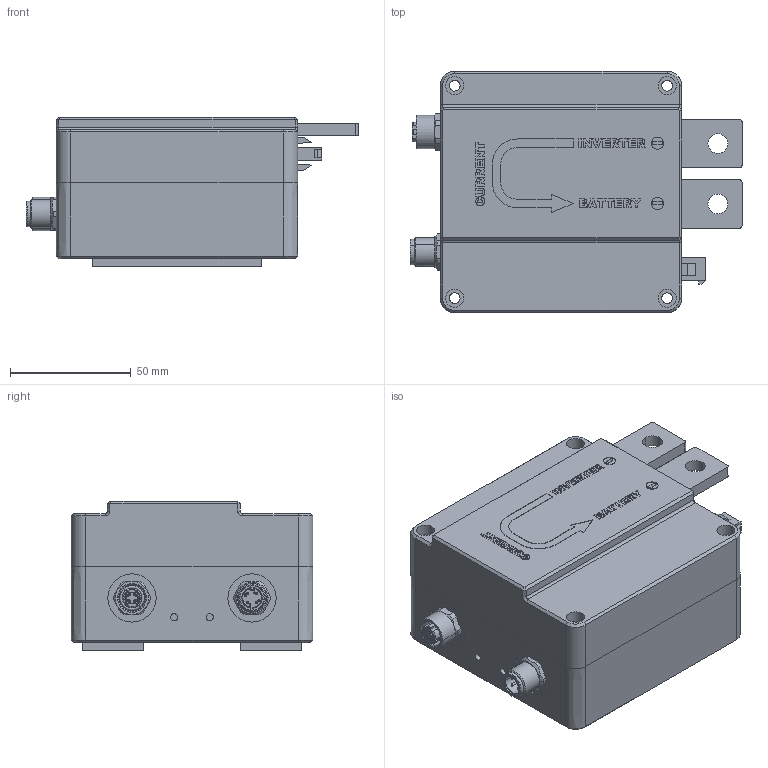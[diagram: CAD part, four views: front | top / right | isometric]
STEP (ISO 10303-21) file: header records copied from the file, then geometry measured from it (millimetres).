
FILE_DESCRIPTION(('CATIA V5 STEP Exchange'),'2;1');
FILE_NAME('FSG_Logger_V2_Dummy.stp','2022-05-22T21:01:09+00:00',('none'),('none'),'CATIA Version 5 Release 19 SP 2 (IN-10)','CATIA V5 STEP AP203','none');
FILE_SCHEMA(('CONFIG_CONTROL_DESIGN'));
Products named in the file (1): FSG_Logger_V2_AllCATPart
Bounding box: 137.5 x 100 x 62.1 mm (x, y, z)
Volume: 172992.2 mm3; surface area: 117763 mm2
Topology: 9 solids, 10 shells, 2943 faces, 8575 edges, 5720 vertices
Faces by surface type: plane 2251, cylinder 381, bspline 147, cone 78, extrusion 44, torus 42
Entity records: 100734 total; most frequent: CARTESIAN_POINT 26127, ORIENTED_EDGE 17102, DIRECTION 12638, EDGE_CURVE 8551, VECTOR 6840, LINE 6796, VERTEX_POINT 5717, AXIS2_PLACEMENT_3D 3243
